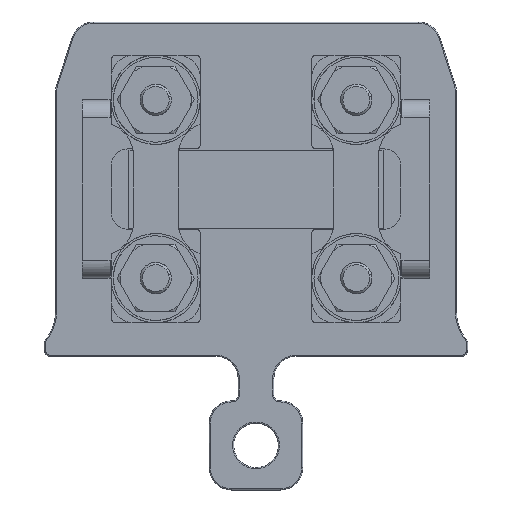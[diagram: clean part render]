
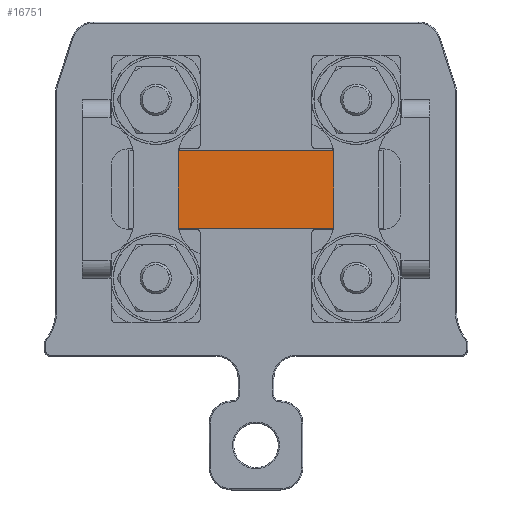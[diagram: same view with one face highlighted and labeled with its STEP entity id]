
A CAD part, top view. The second image highlights one B-rep face of the part: STEP entity #16751.
In plain terms, the highlighted planar face has unit normal (0, 0, 1).
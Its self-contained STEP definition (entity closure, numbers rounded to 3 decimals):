
#11773=AXIS2_PLACEMENT_3D('Circle Axis2P3D',#11771,#11772,$) ;
#11834=AXIS2_PLACEMENT_3D('Circle Axis2P3D',#11832,#11833,$) ;
#12237=AXIS2_PLACEMENT_3D('Circle Axis2P3D',#12235,#12236,$) ;
#12298=AXIS2_PLACEMENT_3D('Circle Axis2P3D',#12296,#12297,$) ;
#16720=AXIS2_PLACEMENT_3D('Plane Axis2P3D',#16717,#16718,#16719) ;
#11115=CARTESIAN_POINT('Vertex',(3.479,-5.75,3.225)) ;
#11186=CARTESIAN_POINT('Vertex',(3.479,-9.25,3.225)) ;
#11266=CARTESIAN_POINT('Vertex',(-3.479,-9.25,3.225)) ;
#11337=CARTESIAN_POINT('Vertex',(-3.479,-5.75,3.225)) ;
#11766=CARTESIAN_POINT('Vertex',(3.5,-9.,3.225)) ;
#11771=CARTESIAN_POINT('Axis2P3D Location',(2.,-9.,3.225)) ;
#11798=CARTESIAN_POINT('Vertex',(3.5,-6.,3.225)) ;
#11803=CARTESIAN_POINT('Line Origine',(3.5,-7.5,3.225)) ;
#11832=CARTESIAN_POINT('Axis2P3D Location',(2.,-6.,3.225)) ;
#12230=CARTESIAN_POINT('Vertex',(-3.5,-6.,3.225)) ;
#12235=CARTESIAN_POINT('Axis2P3D Location',(-2.,-6.,3.225)) ;
#12262=CARTESIAN_POINT('Vertex',(-3.5,-9.,3.225)) ;
#12267=CARTESIAN_POINT('Line Origine',(-3.5,-7.5,3.225)) ;
#12296=CARTESIAN_POINT('Axis2P3D Location',(-2.,-9.,3.225)) ;
#16625=CARTESIAN_POINT('Line Origine',(0.,-5.75,3.225)) ;
#16717=CARTESIAN_POINT('Axis2P3D Location',(0.,-7.5,3.225)) ;
#16736=CARTESIAN_POINT('Line Origine',(0.,-9.25,3.225)) ;
#11772=DIRECTION('Axis2P3D Direction',(-0.,0.,1.)) ;
#11804=DIRECTION('Vector Direction',(0.,-1.,0.)) ;
#11833=DIRECTION('Axis2P3D Direction',(0.,-0.,1.)) ;
#12236=DIRECTION('Axis2P3D Direction',(0.,0.,1.)) ;
#12268=DIRECTION('Vector Direction',(0.,1.,0.)) ;
#12297=DIRECTION('Axis2P3D Direction',(0.,0.,1.)) ;
#16626=DIRECTION('Vector Direction',(1.,0.,0.)) ;
#16718=DIRECTION('Axis2P3D Direction',(0.,0.,1.)) ;
#16719=DIRECTION('Axis2P3D XDirection',(1.,0.,0.)) ;
#16737=DIRECTION('Vector Direction',(-1.,0.,0.)) ;
#11805=VECTOR('Line Direction',#11804,1.) ;
#12269=VECTOR('Line Direction',#12268,1.) ;
#16627=VECTOR('Line Direction',#16626,1.) ;
#16738=VECTOR('Line Direction',#16737,1.) ;
#16742=ORIENTED_EDGE('',*,*,#16629,.T.) ;
#16743=ORIENTED_EDGE('',*,*,#12239,.F.) ;
#16744=ORIENTED_EDGE('',*,*,#12271,.F.) ;
#16745=ORIENTED_EDGE('',*,*,#12300,.F.) ;
#16746=ORIENTED_EDGE('',*,*,#16740,.T.) ;
#16747=ORIENTED_EDGE('',*,*,#11775,.F.) ;
#16748=ORIENTED_EDGE('',*,*,#11807,.F.) ;
#16749=ORIENTED_EDGE('',*,*,#11836,.F.) ;
#16751=ADVANCED_FACE('Hauptk\X2\00F6\X0\rper',(#16750),#16721,.T.) ;
#11774=CIRCLE('generated circle',#11773,1.5) ;
#11835=CIRCLE('generated circle',#11834,1.5) ;
#12238=CIRCLE('generated circle',#12237,1.5) ;
#12299=CIRCLE('generated circle',#12298,1.5) ;
#11775=EDGE_CURVE('',#11767,#11187,#11774,.F.) ;
#11807=EDGE_CURVE('',#11799,#11767,#11806,.T.) ;
#11836=EDGE_CURVE('',#11116,#11799,#11835,.F.) ;
#12239=EDGE_CURVE('',#12231,#11338,#12238,.F.) ;
#12271=EDGE_CURVE('',#12263,#12231,#12270,.T.) ;
#12300=EDGE_CURVE('',#11267,#12263,#12299,.F.) ;
#16629=EDGE_CURVE('',#11116,#11338,#16628,.F.) ;
#16740=EDGE_CURVE('',#11267,#11187,#16739,.F.) ;
#16741=EDGE_LOOP('',(#16742,#16743,#16744,#16745,#16746,#16747,#16748,#16749)) ;
#16750=FACE_OUTER_BOUND('',#16741,.T.) ;
#11806=LINE('Line',#11803,#11805) ;
#12270=LINE('Line',#12267,#12269) ;
#16628=LINE('Line',#16625,#16627) ;
#16739=LINE('Line',#16736,#16738) ;
#16721=PLANE('',#16720) ;
#11116=VERTEX_POINT('',#11115) ;
#11187=VERTEX_POINT('',#11186) ;
#11267=VERTEX_POINT('',#11266) ;
#11338=VERTEX_POINT('',#11337) ;
#11767=VERTEX_POINT('',#11766) ;
#11799=VERTEX_POINT('',#11798) ;
#12231=VERTEX_POINT('',#12230) ;
#12263=VERTEX_POINT('',#12262) ;
